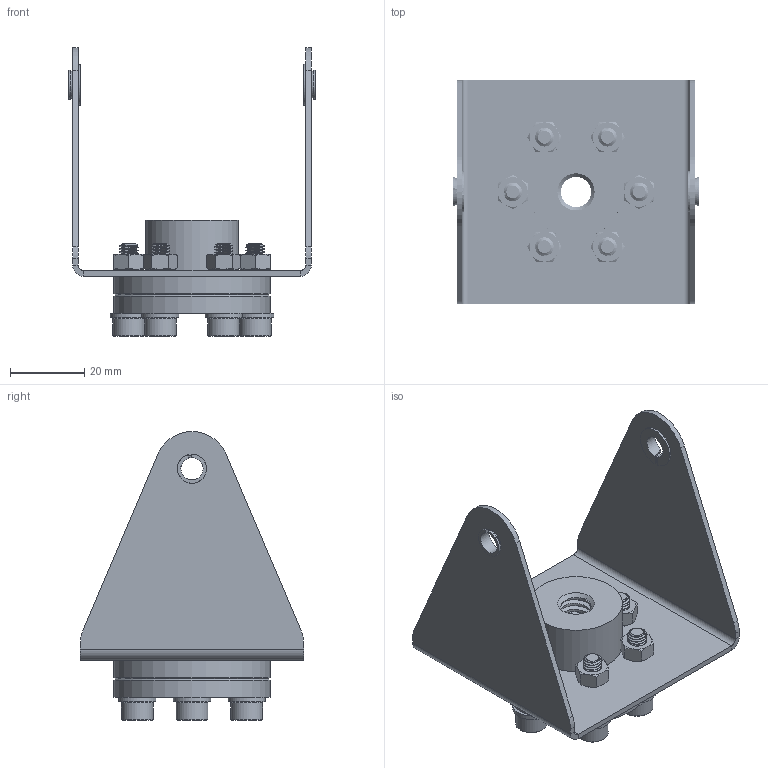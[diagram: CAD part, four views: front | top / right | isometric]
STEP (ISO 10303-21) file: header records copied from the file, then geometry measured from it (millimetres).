
FILE_DESCRIPTION(/* description */ (''),/* implementation_level */ '2;1');
FILE_NAME(/* name */ 'A04_OB_200326.step',/* time_stamp */ '2020-03-29T16:17:09+02:00',/* author */ (''),/* organization */ (''),/* preprocessor_version */ 'ST-DEVELOPER v18',/* originating_system */ 'Autodesk Translation Framework v8.12.0.6',/* authorisation */ '');
FILE_SCHEMA (('AUTOMOTIVE_DESIGN { 1 0 10303 214 3 1 1 }'));
Length unit declared in the file: millimetre
Products named in the file (7): A04_OB_200326; P0004_OB_200326; HI_MCM-06-015; DST-JFRM-2525DS10x12; 98687A110; 91290A242; 90592A095
Assembly tree (22 placements, depth 2):
  A04_OB_200326
    HI_MCM-06-015  x2
    P0004_OB_200326
    DST-JFRM-2525DS10x12
    98687A110  x6
    91290A242  x6
    90592A095  x6
Bounding box: 66.4 x 60 x 77.7 mm (x, y, z)
Volume: 34634.2 mm3; surface area: 31315.5 mm2
Topology: 22 solids, 22 shells, 804 faces, 2113 edges, 1372 vertices
Faces by surface type: cylinder 455, plane 163, cone 160, bspline 26
Full cylindrical faces by diameter (mm): 3.961 x156, 5 x186, 5.5 x6, 6 x2, 7.119 x6, 7.2 x2, 8.118 x10, 8.5 x6, 10 x6, 10.5 x11, 25 x1, 25.25 x1, 42 x2
Entity records: 15060 total; most frequent: CARTESIAN_POINT 9767, ORIENTED_EDGE 1116, DIRECTION 961, EDGE_CURVE 558, AXIS2_PLACEMENT_3D 386, VERTEX_POINT 362, EDGE_LOOP 252, FACE_OUTER_BOUND 212
